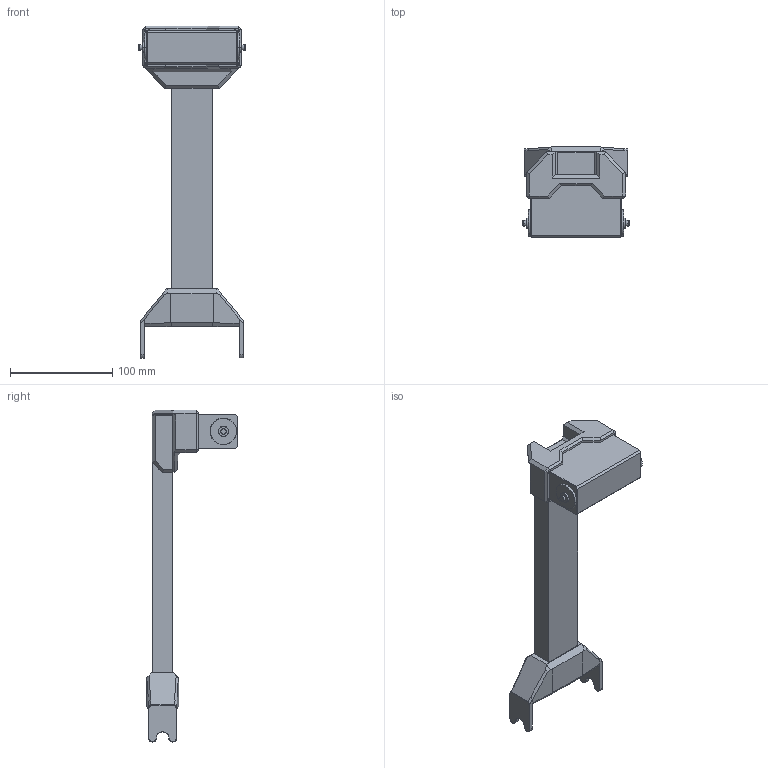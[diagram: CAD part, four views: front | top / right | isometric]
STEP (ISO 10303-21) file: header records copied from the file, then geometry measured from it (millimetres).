
FILE_DESCRIPTION (( 'STEP AP203' ), '1' );
FILE_NAME ('UA - 8 - VX-300.step_Default_sldprt.STEP', '2022-02-08T19:00:49', ( '' ), ( '' ), 'SwSTEP 2.0', 'SolidWorks 2018', '' );
FILE_SCHEMA (( 'CONFIG_CONTROL_DESIGN' ));
Length unit declared in the file: inch
Products named in the file (1): UA - 8 - VX-300.step_Default_sldprt
Bounding box: 103.8 x 89.05 x 324.82 mm (x, y, z)
Volume: 513099 mm3; surface area: 70241 mm2
Topology: 1 solids, 4 shells, 295 faces, 752 edges, 478 vertices
Faces by surface type: plane 177, cylinder 68, cone 42, bspline 8
Entity records: 9061 total; most frequent: CARTESIAN_POINT 1958, ORIENTED_EDGE 1504, DIRECTION 1394, EDGE_CURVE 752, VECTOR 510, LINE 510, VERTEX_POINT 478, AXIS2_PLACEMENT_3D 442
